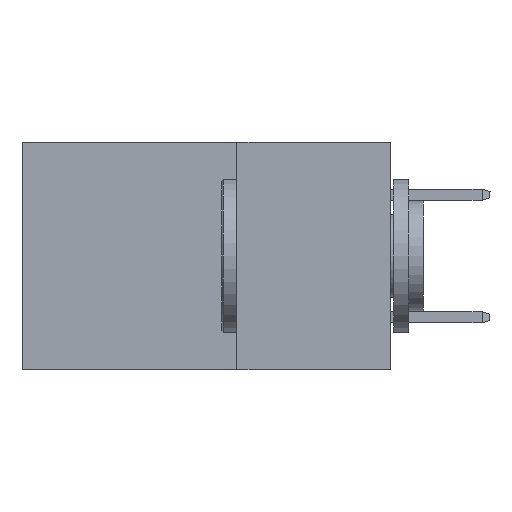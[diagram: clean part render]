
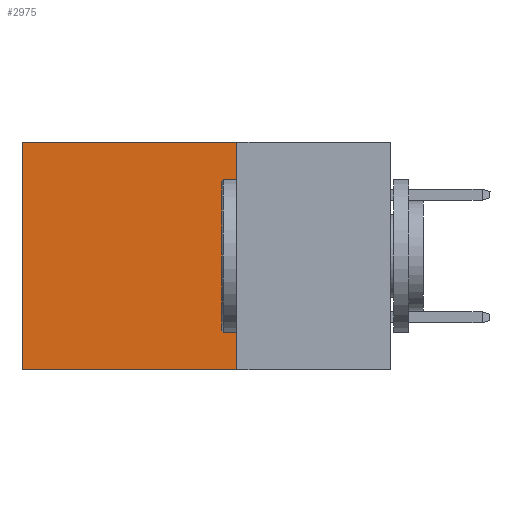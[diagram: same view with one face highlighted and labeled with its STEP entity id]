
A CAD part, left-side view. The second image highlights one B-rep face of the part: STEP entity #2975.
In plain terms, the highlighted planar face has unit normal (-1, 0, 0).
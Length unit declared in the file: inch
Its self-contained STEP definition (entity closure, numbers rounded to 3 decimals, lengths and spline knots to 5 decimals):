
#285 = VERTEX_POINT ( 'NONE', #15233 ) ;
#406 = PLANE ( 'NONE',  #11321 ) ;
#865 = CARTESIAN_POINT ( 'NONE',  ( 0.2875, 0.25, -0.37 ) ) ;
#1228 = CARTESIAN_POINT ( 'NONE',  ( 0.2875, 0.25, -0.37 ) ) ;
#1633 = DIRECTION ( 'NONE',  ( 0., 0., -1. ) ) ;
#2490 = VERTEX_POINT ( 'NONE', #9554 ) ;
#2975 = ADVANCED_FACE ( 'NONE', ( #7107 ), #406, .F. ) ;
#3371 = LINE ( 'NONE', #8903, #9741 ) ;
#3919 = VECTOR ( 'NONE', #9845, 39.37008 ) ;
#4656 = LINE ( 'NONE', #1228, #7807 ) ;
#4713 = EDGE_CURVE ( 'NONE', #13754, #285, #13304, .T. ) ;
#5041 = CARTESIAN_POINT ( 'NONE',  ( 0.2875, 0.25, 0. ) ) ;
#6216 = EDGE_CURVE ( 'NONE', #11150, #285, #4656, .T. ) ;
#6316 = ORIENTED_EDGE ( 'NONE', *, *, #10295, .F. ) ;
#7107 = FACE_OUTER_BOUND ( 'NONE', #9287, .T. ) ;
#7807 = VECTOR ( 'NONE', #14266, 39.37008 ) ;
#8604 = ORIENTED_EDGE ( 'NONE', *, *, #14443, .T. ) ;
#8903 = CARTESIAN_POINT ( 'NONE',  ( 0.2875, 0.25, 0. ) ) ;
#9128 = ORIENTED_EDGE ( 'NONE', *, *, #4713, .T. ) ;
#9287 = EDGE_LOOP ( 'NONE', ( #9128, #15172, #6316, #8604 ) ) ;
#9554 = CARTESIAN_POINT ( 'NONE',  ( 0.2875, 0.25, 0. ) ) ;
#9741 = VECTOR ( 'NONE', #1633, 39.37008 ) ;
#9828 = CARTESIAN_POINT ( 'NONE',  ( 0.2875, 0.6, 0. ) ) ;
#9845 = DIRECTION ( 'NONE',  ( 0., 0., -1. ) ) ;
#10295 = EDGE_CURVE ( 'NONE', #2490, #11150, #3371, .T. ) ;
#10384 = LINE ( 'NONE', #5041, #13756 ) ;
#10976 = CARTESIAN_POINT ( 'NONE',  ( 0.2875, 0.25, 0. ) ) ;
#11150 = VERTEX_POINT ( 'NONE', #865 ) ;
#11321 = AXIS2_PLACEMENT_3D ( 'NONE', #10976, #15235, #15283 ) ;
#13159 = CARTESIAN_POINT ( 'NONE',  ( 0.2875, 0.6, 0. ) ) ;
#13237 = DIRECTION ( 'NONE',  ( 0., 1., 0. ) ) ;
#13304 = LINE ( 'NONE', #9828, #3919 ) ;
#13754 = VERTEX_POINT ( 'NONE', #13159 ) ;
#13756 = VECTOR ( 'NONE', #13237, 39.37008 ) ;
#14266 = DIRECTION ( 'NONE',  ( 0., 1., 0. ) ) ;
#14443 = EDGE_CURVE ( 'NONE', #2490, #13754, #10384, .T. ) ;
#15172 = ORIENTED_EDGE ( 'NONE', *, *, #6216, .F. ) ;
#15233 = CARTESIAN_POINT ( 'NONE',  ( 0.2875, 0.6, -0.37 ) ) ;
#15235 = DIRECTION ( 'NONE',  ( 1., 0., 0. ) ) ;
#15283 = DIRECTION ( 'NONE',  ( 0., 0., -1. ) ) ;
